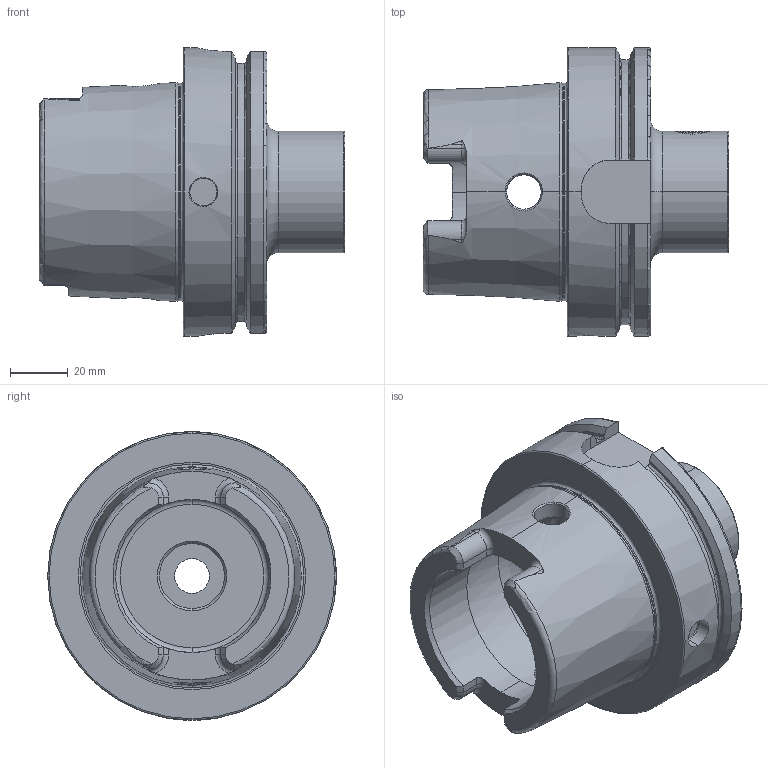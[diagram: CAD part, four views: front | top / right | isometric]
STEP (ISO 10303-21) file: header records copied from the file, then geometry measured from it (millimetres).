
FILE_DESCRIPTION (( 'STEP AP203' ), '1' );
FILE_NAME ('HA0-MB4.K01.056.STEP', '2015-07-15T11:53:55', ( 'SwiAdmin' ), ( '' ), 'SwSTEP 2.0', 'SolidWorks 2012', '' );
FILE_SCHEMA (( 'CONFIG_CONTROL_DESIGN' ));
Length unit declared in the file: millimetre
Products named in the file (3): HA0-MB4.K01.056; MB4-ER1.001.013_A; HA0-MB4.K01.056_A_Fertigbearbeitung
Assembly tree (2 placements, depth 2):
  HA0-MB4.K01.056
    HA0-MB4.K01.056_A_Fertigbearbeitung
    MB4-ER1.001.013_A
Bounding box: 105.9 x 100 x 100 mm (x, y, z)
Volume: 278315.1 mm3; surface area: 55643.5 mm2
Topology: 2 solids, 2 shells, 211 faces, 543 edges, 338 vertices
Faces by surface type: cylinder 65, plane 58, cone 43, torus 39, bspline 6
Entity records: 8274 total; most frequent: CARTESIAN_POINT 2942, ORIENTED_EDGE 1082, DIRECTION 1051, EDGE_CURVE 541, AXIS2_PLACEMENT_3D 433, VERTEX_POINT 338, EDGE_LOOP 223, CIRCLE 223
